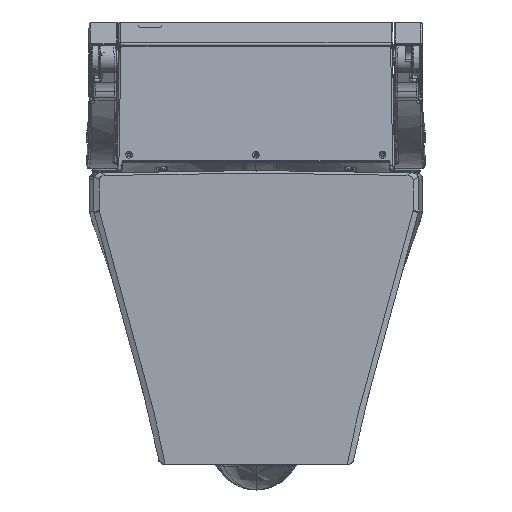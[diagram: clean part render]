
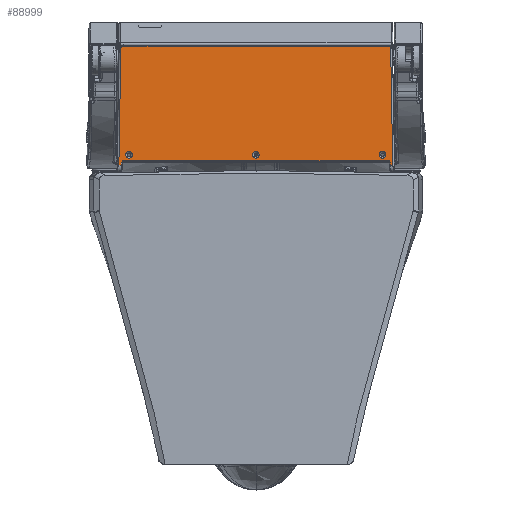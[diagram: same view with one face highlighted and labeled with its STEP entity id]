
A CAD part, left-side view. The second image highlights one B-rep face of the part: STEP entity #88999.
In plain terms, the highlighted face is planar.
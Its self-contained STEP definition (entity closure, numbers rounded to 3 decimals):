
#83628=CARTESIAN_POINT('',(-149.549,140.464,4.905));
#83629=VERTEX_POINT('',#83628);
#83655=CARTESIAN_POINT('',(-151.856,8.279,0.289));
#83656=VERTEX_POINT('',#83655);
#83657=CARTESIAN_POINT('',(-151.856,8.279,0.289));
#83658=DIRECTION('',(0.017,0.999,0.035));
#83659=VECTOR('',#83658,132.285);
#83660=LINE('',#83657,#83659);
#83661=EDGE_CURVE('',#83656,#83629,#83660,.T.);
#85687=CARTESIAN_POINT('',(-148.984,8.279,0.288));
#85688=VERTEX_POINT('',#85687);
#85689=CARTESIAN_POINT('',(-151.856,8.279,0.289));
#85690=DIRECTION('',(1.,0.,0.));
#85691=VECTOR('',#85690,2.873);
#85692=LINE('',#85689,#85691);
#85693=EDGE_CURVE('',#83656,#85688,#85692,.T.);
#86882=CARTESIAN_POINT('',(149.549,140.464,4.905));
#86883=VERTEX_POINT('',#86882);
#86884=CARTESIAN_POINT('',(151.856,8.279,0.289));
#86885=VERTEX_POINT('',#86884);
#86886=CARTESIAN_POINT('',(149.549,140.464,4.905));
#86887=DIRECTION('',(0.017,-0.999,-0.035));
#86888=VECTOR('',#86887,132.285);
#86889=LINE('',#86886,#86888);
#86890=EDGE_CURVE('',#86883,#86885,#86889,.T.);
#88868=CARTESIAN_POINT('',(162.182,0.0,0.0));
#88869=DIRECTION('',(0.0,0.035,-0.999));
#88870=DIRECTION('',(-1.0,0.0,0.0));
#88871=AXIS2_PLACEMENT_3D('',#88868,#88869,#88870);
#88872=PLANE('',#88871);
#88873=CARTESIAN_POINT('',(147.087,12.828,0.448));
#88874=VERTEX_POINT('',#88873);
#88875=CARTESIAN_POINT('',(148.886,11.091,0.387));
#88876=VERTEX_POINT('',#88875);
#88877=CARTESIAN_POINT('',(147.087,12.828,0.448));
#88878=CARTESIAN_POINT('',(147.142,12.828,0.448));
#88879=CARTESIAN_POINT('',(147.199,12.826,0.448));
#88880=CARTESIAN_POINT('',(147.259,12.821,0.448));
#88881=CARTESIAN_POINT('',(147.465,12.796,0.447));
#88882=CARTESIAN_POINT('',(147.687,12.737,0.445));
#88883=CARTESIAN_POINT('',(147.853,12.673,0.443));
#88884=CARTESIAN_POINT('',(148.117,12.526,0.437));
#88885=CARTESIAN_POINT('',(148.361,12.308,0.43));
#88886=CARTESIAN_POINT('',(148.445,12.219,0.427));
#88887=CARTESIAN_POINT('',(148.56,12.073,0.422));
#88888=CARTESIAN_POINT('',(148.658,11.91,0.416));
#88889=CARTESIAN_POINT('',(148.688,11.854,0.414));
#88890=CARTESIAN_POINT('',(148.742,11.742,0.41));
#88891=CARTESIAN_POINT('',(148.787,11.624,0.406));
#88892=CARTESIAN_POINT('',(148.807,11.564,0.404));
#88893=CARTESIAN_POINT('',(148.843,11.436,0.399));
#88894=CARTESIAN_POINT('',(148.868,11.304,0.395));
#88895=CARTESIAN_POINT('',(148.877,11.234,0.392));
#88896=CARTESIAN_POINT('',(148.883,11.162,0.39));
#88897=CARTESIAN_POINT('',(148.886,11.091,0.387));
#88898=B_SPLINE_CURVE_WITH_KNOTS('',5,(#88877,#88878,#88879,#88880,#88881,#88882,#88883,#88884,#88885,#88886,#88887,#88888,#88889,#88890,#88891,#88892,#88893,#88894,#88895,#88896,#88897),.UNSPECIFIED.,.F.,.U.,(6,3,3,3,3,3,6),(0.0,0.571,1.974,2.78,3.167,3.545,3.963),.UNSPECIFIED.);
#88899=EDGE_CURVE('',#88874,#88876,#88898,.T.);
#88900=ORIENTED_EDGE('',*,*,#88899,.F.);
#88901=CARTESIAN_POINT('',(-147.087,12.828,0.448));
#88902=VERTEX_POINT('',#88901);
#88903=CARTESIAN_POINT('',(-147.087,12.828,0.448));
#88904=DIRECTION('',(1.0,0.0,0.0));
#88905=VECTOR('',#88904,294.173);
#88906=LINE('',#88903,#88905);
#88907=EDGE_CURVE('',#88902,#88874,#88906,.T.);
#88908=ORIENTED_EDGE('',*,*,#88907,.F.);
#88909=CARTESIAN_POINT('',(-148.886,11.091,0.387));
#88910=VERTEX_POINT('',#88909);
#88911=CARTESIAN_POINT('',(-148.886,11.091,0.387));
#88912=CARTESIAN_POINT('',(-148.884,11.145,0.389));
#88913=CARTESIAN_POINT('',(-148.88,11.201,0.391));
#88914=CARTESIAN_POINT('',(-148.873,11.26,0.393));
#88915=CARTESIAN_POINT('',(-148.842,11.465,0.4));
#88916=CARTESIAN_POINT('',(-148.775,11.687,0.408));
#88917=CARTESIAN_POINT('',(-148.704,11.852,0.414));
#88918=CARTESIAN_POINT('',(-148.547,12.111,0.423));
#88919=CARTESIAN_POINT('',(-148.321,12.347,0.431));
#88920=CARTESIAN_POINT('',(-148.228,12.428,0.434));
#88921=CARTESIAN_POINT('',(-148.078,12.538,0.438));
#88922=CARTESIAN_POINT('',(-147.911,12.63,0.441));
#88923=CARTESIAN_POINT('',(-147.854,12.658,0.442));
#88924=CARTESIAN_POINT('',(-147.739,12.708,0.444));
#88925=CARTESIAN_POINT('',(-147.619,12.749,0.445));
#88926=CARTESIAN_POINT('',(-147.558,12.767,0.446));
#88927=CARTESIAN_POINT('',(-147.43,12.798,0.447));
#88928=CARTESIAN_POINT('',(-147.298,12.818,0.448));
#88929=CARTESIAN_POINT('',(-147.228,12.825,0.448));
#88930=CARTESIAN_POINT('',(-147.157,12.828,0.448));
#88931=CARTESIAN_POINT('',(-147.087,12.828,0.448));
#88932=B_SPLINE_CURVE_WITH_KNOTS('',5,(#88911,#88912,#88913,#88914,#88915,#88916,#88917,#88918,#88919,#88920,#88921,#88922,#88923,#88924,#88925,#88926,#88927,#88928,#88929,#88930,#88931),.UNSPECIFIED.,.F.,.U.,(6,3,3,3,3,3,6),(0.0,0.563,1.964,2.774,3.164,3.546,3.96),.UNSPECIFIED.);
#88933=EDGE_CURVE('',#88910,#88902,#88932,.T.);
#88934=ORIENTED_EDGE('',*,*,#88933,.F.);
#88935=CARTESIAN_POINT('',(-148.984,8.279,0.289));
#88936=DIRECTION('',(0.035,0.999,0.035));
#88937=VECTOR('',#88936,2.815);
#88938=LINE('',#88935,#88937);
#88939=EDGE_CURVE('',#85688,#88910,#88938,.T.);
#88940=ORIENTED_EDGE('',*,*,#88939,.F.);
#88941=ORIENTED_EDGE('',*,*,#85693,.F.);
#88942=ORIENTED_EDGE('',*,*,#83661,.T.);
#88943=CARTESIAN_POINT('',(149.549,140.464,4.905));
#88944=DIRECTION('',(-1.0,0.0,0.0));
#88945=VECTOR('',#88944,299.098);
#88946=LINE('',#88943,#88945);
#88947=EDGE_CURVE('',#86883,#83629,#88946,.T.);
#88948=ORIENTED_EDGE('',*,*,#88947,.F.);
#88949=ORIENTED_EDGE('',*,*,#86890,.T.);
#88950=CARTESIAN_POINT('',(148.984,8.279,0.288));
#88951=VERTEX_POINT('',#88950);
#88952=CARTESIAN_POINT('',(148.984,8.279,0.289));
#88953=DIRECTION('',(1.,0.,0.));
#88954=VECTOR('',#88953,2.873);
#88955=LINE('',#88952,#88954);
#88956=EDGE_CURVE('',#88951,#86885,#88955,.T.);
#88957=ORIENTED_EDGE('',*,*,#88956,.F.);
#88958=CARTESIAN_POINT('',(148.886,11.091,0.387));
#88959=DIRECTION('',(0.035,-0.999,-0.035));
#88960=VECTOR('',#88959,2.815);
#88961=LINE('',#88958,#88960);
#88962=EDGE_CURVE('',#88876,#88951,#88961,.T.);
#88963=ORIENTED_EDGE('',*,*,#88962,.F.);
#88964=EDGE_LOOP('',(#88900,#88908,#88934,#88940,#88941,#88942,#88948,#88949,#88957,#88963));
#88965=FACE_OUTER_BOUND('',#88964,.T.);
#88966=CARTESIAN_POINT('',(140.5,16.25,0.567));
#88967=VERTEX_POINT('',#88966);
#88968=CARTESIAN_POINT('',(140.5,20.0,0.698));
#88969=DIRECTION('',(0.0,-0.035,0.999));
#88970=DIRECTION('',(0.0,0.999,0.035));
#88971=AXIS2_PLACEMENT_3D('',#88968,#88969,#88970);
#88972=ELLIPSE('',#88971,3.752,3.75);
#88973=EDGE_CURVE('',#88967,#88967,#88972,.T.);
#88974=ORIENTED_EDGE('',*,*,#88973,.T.);
#88975=EDGE_LOOP('',(#88974));
#88976=FACE_BOUND('',#88975,.T.);
#88977=CARTESIAN_POINT('',(-140.5,16.25,0.567));
#88978=VERTEX_POINT('',#88977);
#88979=CARTESIAN_POINT('',(-140.5,20.0,0.698));
#88980=DIRECTION('',(0.0,-0.035,0.999));
#88981=DIRECTION('',(0.0,0.999,0.035));
#88982=AXIS2_PLACEMENT_3D('',#88979,#88980,#88981);
#88983=ELLIPSE('',#88982,3.752,3.75);
#88984=EDGE_CURVE('',#88978,#88978,#88983,.T.);
#88985=ORIENTED_EDGE('',*,*,#88984,.T.);
#88986=EDGE_LOOP('',(#88985));
#88987=FACE_BOUND('',#88986,.T.);
#88988=CARTESIAN_POINT('',(-3.75,20.0,0.698));
#88989=VERTEX_POINT('',#88988);
#88990=CARTESIAN_POINT('',(0.0,20.0,0.698));
#88991=DIRECTION('',(0.0,-0.035,0.999));
#88992=DIRECTION('',(0.0,0.999,0.035));
#88993=AXIS2_PLACEMENT_3D('',#88990,#88991,#88992);
#88994=ELLIPSE('',#88993,3.752,3.75);
#88995=EDGE_CURVE('',#88989,#88989,#88994,.T.);
#88996=ORIENTED_EDGE('',*,*,#88995,.T.);
#88997=EDGE_LOOP('',(#88996));
#88998=FACE_BOUND('',#88997,.T.);
#88999=ADVANCED_FACE('',(#88965,#88976,#88987,#88998),#88872,.T.);
